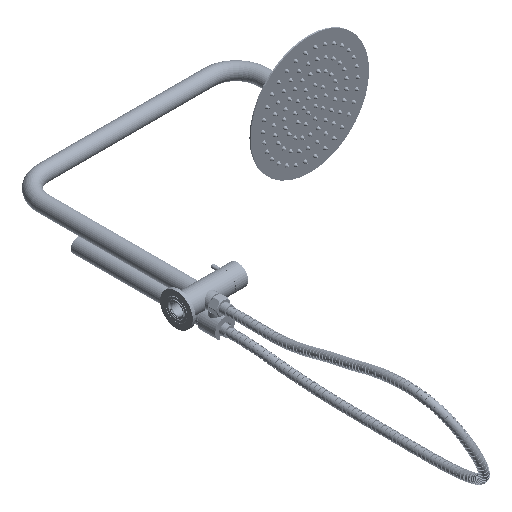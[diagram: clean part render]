
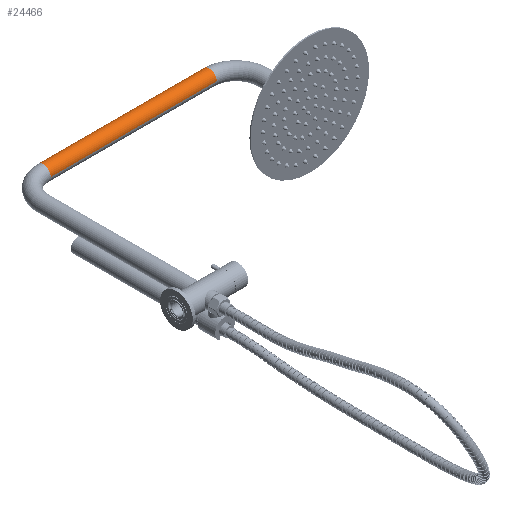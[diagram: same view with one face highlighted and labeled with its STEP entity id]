
A CAD part, isometric view. The second image highlights one B-rep face of the part: STEP entity #24466.
In plain terms, the highlighted cylindrical face has radius 12.5 mm (diameter 25 mm), a partial arc.
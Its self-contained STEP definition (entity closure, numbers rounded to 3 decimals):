
#24016=CARTESIAN_POINT('',(325.,302.,0.));
#24017=DIRECTION('',(-1.,0.,0.));
#24018=DIRECTION('',(0.,-1.,0.));
#24019=AXIS2_PLACEMENT_3D('',#24016,#24017,#24018);
#24021=DIRECTION('',(-1.,0.,0.));
#24022=VECTOR('',#24021,280.);
#24023=CARTESIAN_POINT('',(325.,289.5,0.));
#24024=LINE('',#24023,#24022);
#24030=DIRECTION('',(-1.,0.,0.));
#24031=VECTOR('',#24030,280.);
#24032=CARTESIAN_POINT('',(325.,314.5,0.));
#24033=LINE('',#24032,#24031);
#24044=CARTESIAN_POINT('',(45.,302.,0.));
#24045=DIRECTION('',(-1.,0.,0.));
#24046=DIRECTION('',(0.,-1.,0.));
#24047=AXIS2_PLACEMENT_3D('',#24044,#24045,#24046);
#24322=CARTESIAN_POINT('',(325.,289.5,0.));
#24323=CARTESIAN_POINT('',(325.,314.5,0.));
#24324=VERTEX_POINT('',#24322);
#24325=VERTEX_POINT('',#24323);
#24334=CARTESIAN_POINT('',(45.,289.5,0.));
#24335=VERTEX_POINT('',#24334);
#24336=CARTESIAN_POINT('',(45.,314.5,0.));
#24337=VERTEX_POINT('',#24336);
#24452=CARTESIAN_POINT('',(325.,302.,0.));
#24453=DIRECTION('',(-1.,0.,0.));
#24454=DIRECTION('',(0.,-1.,0.));
#24455=AXIS2_PLACEMENT_3D('',#24452,#24453,#24454);
#24456=CYLINDRICAL_SURFACE('',#24455,12.5);
#24457=ORIENTED_EDGE('',*,*,#24446,.F.);
#24459=ORIENTED_EDGE('',*,*,#24458,.T.);
#24461=ORIENTED_EDGE('',*,*,#24460,.T.);
#24463=ORIENTED_EDGE('',*,*,#24462,.F.);
#24464=EDGE_LOOP('',(#24457,#24459,#24461,#24463));
#24465=FACE_OUTER_BOUND('',#24464,.F.);
#24466=ADVANCED_FACE('',(#24465),#24456,.T.);
#24020=CIRCLE('',#24019,12.5);
#24048=CIRCLE('',#24047,12.5);
#24446=EDGE_CURVE('',#24324,#24325,#24020,.T.);
#24458=EDGE_CURVE('',#24324,#24335,#24024,.T.);
#24460=EDGE_CURVE('',#24335,#24337,#24048,.T.);
#24462=EDGE_CURVE('',#24325,#24337,#24033,.T.);
